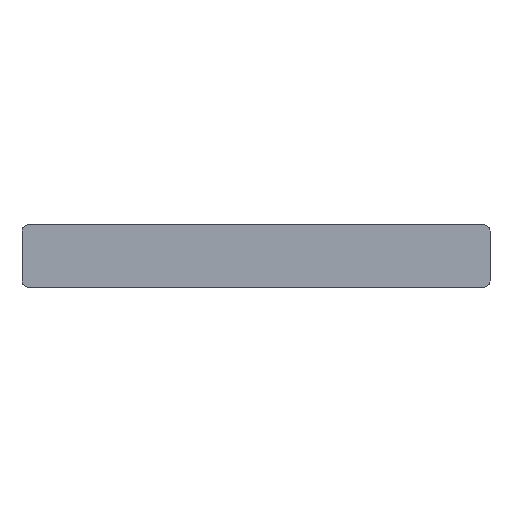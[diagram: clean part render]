
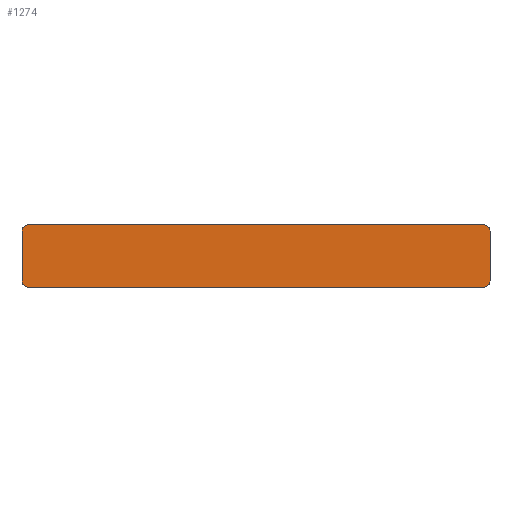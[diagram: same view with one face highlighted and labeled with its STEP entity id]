
A CAD part, front view. The second image highlights one B-rep face of the part: STEP entity #1274.
In plain terms, the highlighted planar face has unit normal (0, -1, 0).
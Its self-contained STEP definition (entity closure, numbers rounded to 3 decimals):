
#187 = PLANE('',#188);
#188 = AXIS2_PLACEMENT_3D('',#189,#190,#191);
#189 = CARTESIAN_POINT('',(-37.5,-80.,0.));
#190 = DIRECTION('',(-1.,0.,0.));
#191 = DIRECTION('',(0.,1.,0.));
#297 = PLANE('',#298);
#298 = AXIS2_PLACEMENT_3D('',#299,#300,#301);
#299 = CARTESIAN_POINT('',(0.,-30.,0.));
#300 = DIRECTION('',(-0.,-0.,-1.));
#301 = DIRECTION('',(-1.,0.,0.));
#380 = PLANE('',#381);
#381 = AXIS2_PLACEMENT_3D('',#382,#383,#384);
#382 = CARTESIAN_POINT('',(0.,-30.,10.));
#383 = DIRECTION('',(-0.,-0.,-1.));
#384 = DIRECTION('',(-1.,0.,0.));
#436 = PLANE('',#437);
#437 = AXIS2_PLACEMENT_3D('',#438,#439,#440);
#438 = CARTESIAN_POINT('',(37.5,20.,0.));
#439 = DIRECTION('',(1.,0.,0.));
#440 = DIRECTION('',(0.,-1.,0.));
#490 = CYLINDRICAL_SURFACE('',#491,1.);
#491 = AXIS2_PLACEMENT_3D('',#492,#493,#494);
#492 = CARTESIAN_POINT('',(-36.5,-80.,1.));
#493 = DIRECTION('',(0.,1.,0.));
#494 = DIRECTION('',(0.,0.,-1.));
#546 = CYLINDRICAL_SURFACE('',#547,1.);
#547 = AXIS2_PLACEMENT_3D('',#548,#549,#550);
#548 = CARTESIAN_POINT('',(-36.5,-80.,9.));
#549 = DIRECTION('',(0.,1.,0.));
#550 = DIRECTION('',(0.,-0.,1.));
#587 = VERTEX_POINT('',#588);
#588 = CARTESIAN_POINT('',(-37.5,-80.,1.));
#609 = EDGE_CURVE('',#587,#610,#612,.T.);
#610 = VERTEX_POINT('',#611);
#611 = CARTESIAN_POINT('',(-37.5,-80.,9.));
#612 = SURFACE_CURVE('',#613,(#617,#624),.PCURVE_S1.);
#613 = LINE('',#614,#615);
#614 = CARTESIAN_POINT('',(-37.5,-80.,0.));
#615 = VECTOR('',#616,1.);
#616 = DIRECTION('',(0.,0.,1.));
#617 = PCURVE('',#187,#618);
#618 = DEFINITIONAL_REPRESENTATION('',(#619),#623);
#619 = LINE('',#620,#621);
#620 = CARTESIAN_POINT('',(0.,0.));
#621 = VECTOR('',#622,1.);
#622 = DIRECTION('',(0.,-1.));
#623 = ( GEOMETRIC_REPRESENTATION_CONTEXT(2) 
PARAMETRIC_REPRESENTATION_CONTEXT() REPRESENTATION_CONTEXT('2D SPACE',''
  ) );
#624 = PCURVE('',#625,#630);
#625 = PLANE('',#626);
#626 = AXIS2_PLACEMENT_3D('',#627,#628,#629);
#627 = CARTESIAN_POINT('',(37.5,-80.,0.));
#628 = DIRECTION('',(0.,-1.,0.));
#629 = DIRECTION('',(-1.,0.,0.));
#630 = DEFINITIONAL_REPRESENTATION('',(#631),#635);
#631 = LINE('',#632,#633);
#632 = CARTESIAN_POINT('',(75.,0.));
#633 = VECTOR('',#634,1.);
#634 = DIRECTION('',(0.,-1.));
#635 = ( GEOMETRIC_REPRESENTATION_CONTEXT(2) 
PARAMETRIC_REPRESENTATION_CONTEXT() REPRESENTATION_CONTEXT('2D SPACE',''
  ) );
#661 = EDGE_CURVE('',#662,#664,#666,.T.);
#662 = VERTEX_POINT('',#663);
#663 = CARTESIAN_POINT('',(36.5,-80.,0.));
#664 = VERTEX_POINT('',#665);
#665 = CARTESIAN_POINT('',(-36.5,-80.,-0.));
#666 = SURFACE_CURVE('',#667,(#671,#678),.PCURVE_S1.);
#667 = LINE('',#668,#669);
#668 = CARTESIAN_POINT('',(37.5,-80.,0.));
#669 = VECTOR('',#670,1.);
#670 = DIRECTION('',(-1.,0.,0.));
#671 = PCURVE('',#297,#672);
#672 = DEFINITIONAL_REPRESENTATION('',(#673),#677);
#673 = LINE('',#674,#675);
#674 = CARTESIAN_POINT('',(-37.5,-50.));
#675 = VECTOR('',#676,1.);
#676 = DIRECTION('',(1.,0.));
#677 = ( GEOMETRIC_REPRESENTATION_CONTEXT(2) 
PARAMETRIC_REPRESENTATION_CONTEXT() REPRESENTATION_CONTEXT('2D SPACE',''
  ) );
#678 = PCURVE('',#625,#679);
#679 = DEFINITIONAL_REPRESENTATION('',(#680),#684);
#680 = LINE('',#681,#682);
#681 = CARTESIAN_POINT('',(0.,-0.));
#682 = VECTOR('',#683,1.);
#683 = DIRECTION('',(1.,0.));
#684 = ( GEOMETRIC_REPRESENTATION_CONTEXT(2) 
PARAMETRIC_REPRESENTATION_CONTEXT() REPRESENTATION_CONTEXT('2D SPACE',''
  ) );
#747 = CYLINDRICAL_SURFACE('',#748,1.);
#748 = AXIS2_PLACEMENT_3D('',#749,#750,#751);
#749 = CARTESIAN_POINT('',(36.5,15.,1.));
#750 = DIRECTION('',(0.,-1.,0.));
#751 = DIRECTION('',(0.,0.,-1.));
#914 = EDGE_CURVE('',#915,#917,#919,.T.);
#915 = VERTEX_POINT('',#916);
#916 = CARTESIAN_POINT('',(36.5,-80.,10.));
#917 = VERTEX_POINT('',#918);
#918 = CARTESIAN_POINT('',(-36.5,-80.,10.));
#919 = SURFACE_CURVE('',#920,(#924,#931),.PCURVE_S1.);
#920 = LINE('',#921,#922);
#921 = CARTESIAN_POINT('',(37.5,-80.,10.));
#922 = VECTOR('',#923,1.);
#923 = DIRECTION('',(-1.,0.,0.));
#924 = PCURVE('',#380,#925);
#925 = DEFINITIONAL_REPRESENTATION('',(#926),#930);
#926 = LINE('',#927,#928);
#927 = CARTESIAN_POINT('',(-37.5,-50.));
#928 = VECTOR('',#929,1.);
#929 = DIRECTION('',(1.,0.));
#930 = ( GEOMETRIC_REPRESENTATION_CONTEXT(2) 
PARAMETRIC_REPRESENTATION_CONTEXT() REPRESENTATION_CONTEXT('2D SPACE',''
  ) );
#931 = PCURVE('',#625,#932);
#932 = DEFINITIONAL_REPRESENTATION('',(#933),#937);
#933 = LINE('',#934,#935);
#934 = CARTESIAN_POINT('',(0.,-10.));
#935 = VECTOR('',#936,1.);
#936 = DIRECTION('',(1.,0.));
#937 = ( GEOMETRIC_REPRESENTATION_CONTEXT(2) 
PARAMETRIC_REPRESENTATION_CONTEXT() REPRESENTATION_CONTEXT('2D SPACE',''
  ) );
#1000 = CYLINDRICAL_SURFACE('',#1001,1.);
#1001 = AXIS2_PLACEMENT_3D('',#1002,#1003,#1004);
#1002 = CARTESIAN_POINT('',(36.5,15.,9.));
#1003 = DIRECTION('',(0.,-1.,0.));
#1004 = DIRECTION('',(0.,0.,1.));
#1149 = VERTEX_POINT('',#1150);
#1150 = CARTESIAN_POINT('',(37.5,-80.,9.));
#1171 = EDGE_CURVE('',#1172,#1149,#1174,.T.);
#1172 = VERTEX_POINT('',#1173);
#1173 = CARTESIAN_POINT('',(37.5,-80.,1.));
#1174 = SURFACE_CURVE('',#1175,(#1179,#1186),.PCURVE_S1.);
#1175 = LINE('',#1176,#1177);
#1176 = CARTESIAN_POINT('',(37.5,-80.,0.));
#1177 = VECTOR('',#1178,1.);
#1178 = DIRECTION('',(0.,0.,1.));
#1179 = PCURVE('',#436,#1180);
#1180 = DEFINITIONAL_REPRESENTATION('',(#1181),#1185);
#1181 = LINE('',#1182,#1183);
#1182 = CARTESIAN_POINT('',(100.,0.));
#1183 = VECTOR('',#1184,1.);
#1184 = DIRECTION('',(0.,-1.));
#1185 = ( GEOMETRIC_REPRESENTATION_CONTEXT(2) 
PARAMETRIC_REPRESENTATION_CONTEXT() REPRESENTATION_CONTEXT('2D SPACE',''
  ) );
#1186 = PCURVE('',#625,#1187);
#1187 = DEFINITIONAL_REPRESENTATION('',(#1188),#1192);
#1188 = LINE('',#1189,#1190);
#1189 = CARTESIAN_POINT('',(0.,-0.));
#1190 = VECTOR('',#1191,1.);
#1191 = DIRECTION('',(0.,-1.));
#1192 = ( GEOMETRIC_REPRESENTATION_CONTEXT(2) 
PARAMETRIC_REPRESENTATION_CONTEXT() REPRESENTATION_CONTEXT('2D SPACE',''
  ) );
#1218 = EDGE_CURVE('',#664,#587,#1219,.T.);
#1219 = SURFACE_CURVE('',#1220,(#1225,#1232),.PCURVE_S1.);
#1220 = CIRCLE('',#1221,1.);
#1221 = AXIS2_PLACEMENT_3D('',#1222,#1223,#1224);
#1222 = CARTESIAN_POINT('',(-36.5,-80.,1.));
#1223 = DIRECTION('',(0.,1.,0.));
#1224 = DIRECTION('',(0.,-0.,1.));
#1225 = PCURVE('',#490,#1226);
#1226 = DEFINITIONAL_REPRESENTATION('',(#1227),#1231);
#1227 = LINE('',#1228,#1229);
#1228 = CARTESIAN_POINT('',(-3.142,0.));
#1229 = VECTOR('',#1230,1.);
#1230 = DIRECTION('',(1.,0.));
#1231 = ( GEOMETRIC_REPRESENTATION_CONTEXT(2) 
PARAMETRIC_REPRESENTATION_CONTEXT() REPRESENTATION_CONTEXT('2D SPACE',''
  ) );
#1232 = PCURVE('',#625,#1233);
#1233 = DEFINITIONAL_REPRESENTATION('',(#1234),#1242);
#1234 = ( BOUNDED_CURVE() B_SPLINE_CURVE(2,(#1235,#1236,#1237,#1238,
#1239,#1240,#1241),.UNSPECIFIED.,.T.,.F.) B_SPLINE_CURVE_WITH_KNOTS((1,2
    ,2,2,2,1),(-2.094,0.,2.094,4.189,
6.283,8.378),.UNSPECIFIED.) CURVE() 
GEOMETRIC_REPRESENTATION_ITEM() RATIONAL_B_SPLINE_CURVE((1.,0.5,1.,0.5,
1.,0.5,1.)) REPRESENTATION_ITEM('') );
#1235 = CARTESIAN_POINT('',(74.,-2.));
#1236 = CARTESIAN_POINT('',(72.268,-2.));
#1237 = CARTESIAN_POINT('',(73.134,-0.5));
#1238 = CARTESIAN_POINT('',(74.,1.));
#1239 = CARTESIAN_POINT('',(74.866,-0.5));
#1240 = CARTESIAN_POINT('',(75.732,-2.));
#1241 = CARTESIAN_POINT('',(74.,-2.));
#1242 = ( GEOMETRIC_REPRESENTATION_CONTEXT(2) 
PARAMETRIC_REPRESENTATION_CONTEXT() REPRESENTATION_CONTEXT('2D SPACE',''
  ) );
#1250 = EDGE_CURVE('',#917,#610,#1251,.T.);
#1251 = SURFACE_CURVE('',#1252,(#1257,#1264),.PCURVE_S1.);
#1252 = CIRCLE('',#1253,1.);
#1253 = AXIS2_PLACEMENT_3D('',#1254,#1255,#1256);
#1254 = CARTESIAN_POINT('',(-36.5,-80.,9.));
#1255 = DIRECTION('',(0.,-1.,0.));
#1256 = DIRECTION('',(0.,0.,1.));
#1257 = PCURVE('',#546,#1258);
#1258 = DEFINITIONAL_REPRESENTATION('',(#1259),#1263);
#1259 = LINE('',#1260,#1261);
#1260 = CARTESIAN_POINT('',(-0.,0.));
#1261 = VECTOR('',#1262,1.);
#1262 = DIRECTION('',(-1.,0.));
#1263 = ( GEOMETRIC_REPRESENTATION_CONTEXT(2) 
PARAMETRIC_REPRESENTATION_CONTEXT() REPRESENTATION_CONTEXT('2D SPACE',''
  ) );
#1264 = PCURVE('',#625,#1265);
#1265 = DEFINITIONAL_REPRESENTATION('',(#1266),#1270);
#1266 = CIRCLE('',#1267,1.);
#1267 = AXIS2_PLACEMENT_2D('',#1268,#1269);
#1268 = CARTESIAN_POINT('',(74.,-9.));
#1269 = DIRECTION('',(0.,-1.));
#1270 = ( GEOMETRIC_REPRESENTATION_CONTEXT(2) 
PARAMETRIC_REPRESENTATION_CONTEXT() REPRESENTATION_CONTEXT('2D SPACE',''
  ) );
#1274 = ADVANCED_FACE('',(#1275),#625,.T.);
#1275 = FACE_BOUND('',#1276,.T.);
#1276 = EDGE_LOOP('',(#1277,#1278,#1304,#1305,#1306,#1307,#1308,#1309));
#1277 = ORIENTED_EDGE('',*,*,#1171,.T.);
#1278 = ORIENTED_EDGE('',*,*,#1279,.F.);
#1279 = EDGE_CURVE('',#915,#1149,#1280,.T.);
#1280 = SURFACE_CURVE('',#1281,(#1286,#1297),.PCURVE_S1.);
#1281 = CIRCLE('',#1282,1.);
#1282 = AXIS2_PLACEMENT_3D('',#1283,#1284,#1285);
#1283 = CARTESIAN_POINT('',(36.5,-80.,9.));
#1284 = DIRECTION('',(0.,1.,0.));
#1285 = DIRECTION('',(0.,0.,-1.));
#1286 = PCURVE('',#625,#1287);
#1287 = DEFINITIONAL_REPRESENTATION('',(#1288),#1296);
#1288 = ( BOUNDED_CURVE() B_SPLINE_CURVE(2,(#1289,#1290,#1291,#1292,
#1293,#1294,#1295),.UNSPECIFIED.,.T.,.F.) B_SPLINE_CURVE_WITH_KNOTS((1,2
    ,2,2,2,1),(-2.094,0.,2.094,4.189,
6.283,8.378),.UNSPECIFIED.) CURVE() 
GEOMETRIC_REPRESENTATION_ITEM() RATIONAL_B_SPLINE_CURVE((1.,0.5,1.,0.5,
1.,0.5,1.)) REPRESENTATION_ITEM('') );
#1289 = CARTESIAN_POINT('',(1.,-8.));
#1290 = CARTESIAN_POINT('',(2.732,-8.));
#1291 = CARTESIAN_POINT('',(1.866,-9.5));
#1292 = CARTESIAN_POINT('',(1.,-11.));
#1293 = CARTESIAN_POINT('',(0.134,-9.5));
#1294 = CARTESIAN_POINT('',(-0.732,-8.));
#1295 = CARTESIAN_POINT('',(1.,-8.));
#1296 = ( GEOMETRIC_REPRESENTATION_CONTEXT(2) 
PARAMETRIC_REPRESENTATION_CONTEXT() REPRESENTATION_CONTEXT('2D SPACE',''
  ) );
#1297 = PCURVE('',#1000,#1298);
#1298 = DEFINITIONAL_REPRESENTATION('',(#1299),#1303);
#1299 = LINE('',#1300,#1301);
#1300 = CARTESIAN_POINT('',(3.142,95.));
#1301 = VECTOR('',#1302,1.);
#1302 = DIRECTION('',(-1.,0.));
#1303 = ( GEOMETRIC_REPRESENTATION_CONTEXT(2) 
PARAMETRIC_REPRESENTATION_CONTEXT() REPRESENTATION_CONTEXT('2D SPACE',''
  ) );
#1304 = ORIENTED_EDGE('',*,*,#914,.T.);
#1305 = ORIENTED_EDGE('',*,*,#1250,.T.);
#1306 = ORIENTED_EDGE('',*,*,#609,.F.);
#1307 = ORIENTED_EDGE('',*,*,#1218,.F.);
#1308 = ORIENTED_EDGE('',*,*,#661,.F.);
#1309 = ORIENTED_EDGE('',*,*,#1310,.T.);
#1310 = EDGE_CURVE('',#662,#1172,#1311,.T.);
#1311 = SURFACE_CURVE('',#1312,(#1317,#1324),.PCURVE_S1.);
#1312 = CIRCLE('',#1313,1.);
#1313 = AXIS2_PLACEMENT_3D('',#1314,#1315,#1316);
#1314 = CARTESIAN_POINT('',(36.5,-80.,1.));
#1315 = DIRECTION('',(0.,-1.,0.));
#1316 = DIRECTION('',(0.,0.,-1.));
#1317 = PCURVE('',#625,#1318);
#1318 = DEFINITIONAL_REPRESENTATION('',(#1319),#1323);
#1319 = CIRCLE('',#1320,1.);
#1320 = AXIS2_PLACEMENT_2D('',#1321,#1322);
#1321 = CARTESIAN_POINT('',(1.,-1.));
#1322 = DIRECTION('',(0.,1.));
#1323 = ( GEOMETRIC_REPRESENTATION_CONTEXT(2) 
PARAMETRIC_REPRESENTATION_CONTEXT() REPRESENTATION_CONTEXT('2D SPACE',''
  ) );
#1324 = PCURVE('',#747,#1325);
#1325 = DEFINITIONAL_REPRESENTATION('',(#1326),#1330);
#1326 = LINE('',#1327,#1328);
#1327 = CARTESIAN_POINT('',(0.,95.));
#1328 = VECTOR('',#1329,1.);
#1329 = DIRECTION('',(1.,0.));
#1330 = ( GEOMETRIC_REPRESENTATION_CONTEXT(2) 
PARAMETRIC_REPRESENTATION_CONTEXT() REPRESENTATION_CONTEXT('2D SPACE',''
  ) );
